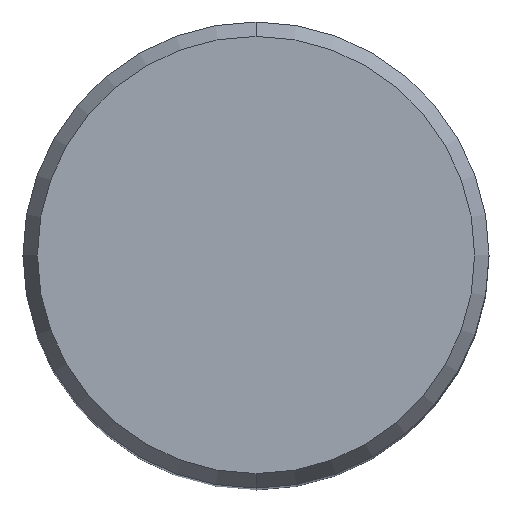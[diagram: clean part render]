
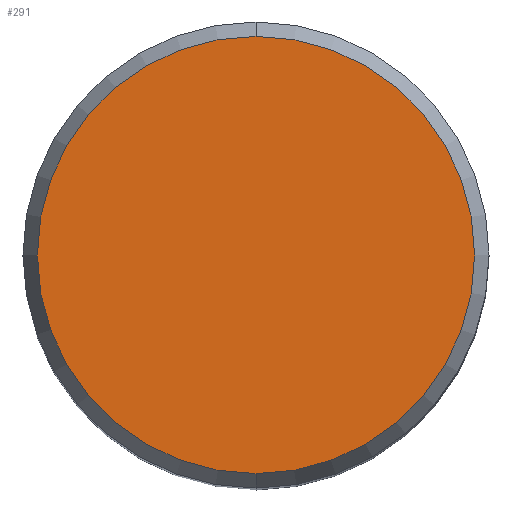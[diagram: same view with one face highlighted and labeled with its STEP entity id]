
A CAD part, top view. The second image highlights one B-rep face of the part: STEP entity #291.
In plain terms, the highlighted planar face has unit normal (0, 0, 1).
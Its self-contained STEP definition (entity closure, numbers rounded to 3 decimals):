
#189=VERTEX_POINT('',#397);
#199=EDGE_CURVE('',#239,#189,#408,.T.);
#239=VERTEX_POINT('',#451);
#257=EDGE_CURVE('',#189,#239,#472,.T.);
#291=ADVANCED_FACE('',(#515),#516,.T.);
#397=CARTESIAN_POINT('',(0.0,10.425,0.01));
#408=CIRCLE('',#656,10.425);
#451=CARTESIAN_POINT('',(0.,-10.425,0.01));
#472=CIRCLE('',#738,10.425);
#515=FACE_OUTER_BOUND('',#789,.T.);
#516=PLANE('',#790);
#656=AXIS2_PLACEMENT_3D('',#896,#897,#898);
#738=AXIS2_PLACEMENT_3D('',#971,#972,#973);
#789=EDGE_LOOP('',(#1042,#1043));
#790=AXIS2_PLACEMENT_3D('',#1044,#1045,#1046);
#896=CARTESIAN_POINT('',(0.0,0.0,0.01));
#897=DIRECTION('',(0.0,0.0,-1.0));
#898=DIRECTION('',(0.0,1.0,0.0));
#971=CARTESIAN_POINT('',(0.0,0.0,0.01));
#972=DIRECTION('',(0.0,0.0,-1.0));
#973=DIRECTION('',(0.0,1.0,0.0));
#1042=ORIENTED_EDGE('',*,*,#257,.F.);
#1043=ORIENTED_EDGE('',*,*,#199,.F.);
#1044=CARTESIAN_POINT('',(0.0,5.212,0.01));
#1045=DIRECTION('',(-0.0,0.0,1.0));
#1046=DIRECTION('',(0.0,-1.0,0.0));
